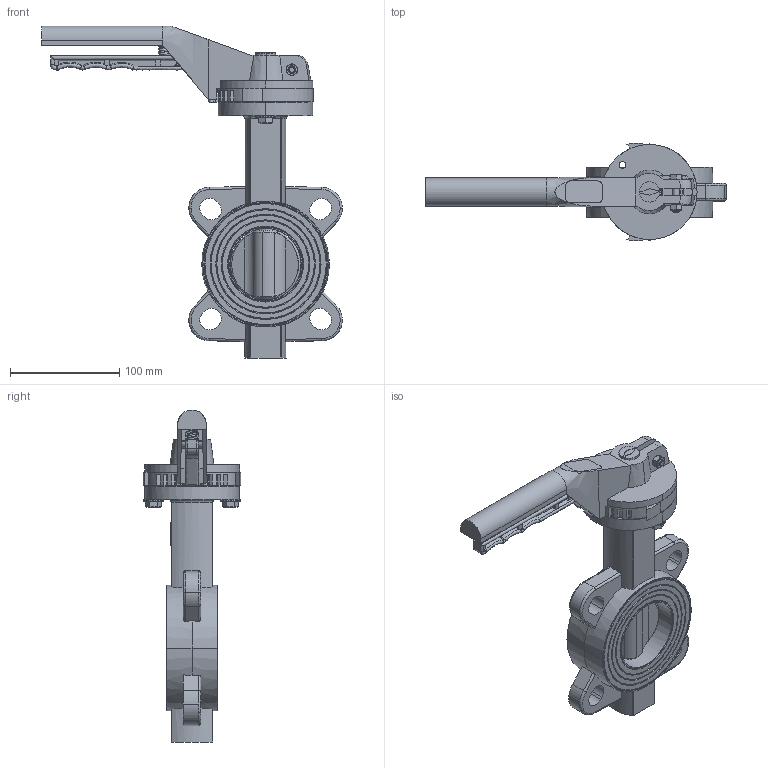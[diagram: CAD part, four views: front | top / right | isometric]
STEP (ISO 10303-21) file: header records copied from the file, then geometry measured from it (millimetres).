
FILE_DESCRIPTION(('HOOPS Exchange Step'),'2;1');
FILE_NAME('AK0813_DN65.stp','2025-08-13T13:11:02+02:00',('nieru'),('Unknown organisation'),'HOOPS Exchange 2024.2','HOOPS Exchange','Unknown authorisation');
FILE_SCHEMA( ('AP203_CONFIGURATION_CONTROLLED_3D_DESIGN_OF_MECHANICAL_PARTS_AND_ASSEMBLIES_MIM_LF') );
Length unit declared in the file: millimetre
Products named in the file (2): 0; root
Assembly tree (1 placements, depth 2):
  root
    0
Bounding box: 275.26 x 89.7 x 304 mm (x, y, z)
Volume: 818645.2 mm3; surface area: 200788.5 mm2
Topology: 8 solids, 8 shells, 1477 faces, 3949 edges, 2543 vertices
Faces by surface type: plane 606, cylinder 547, torus 156, cone 130, bspline 27, sphere 11
Entity records: 98426 total; most frequent: CARTESIAN_POINT 63325, ORIENTED_EDGE 7886, DIRECTION 6617, EDGE_CURVE 3943, VERTEX_POINT 2543, AXIS2_PLACEMENT_3D 2451, VECTOR 1715, LINE 1715
